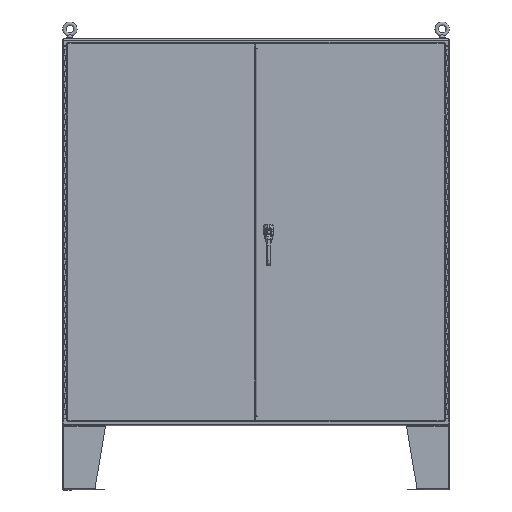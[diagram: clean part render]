
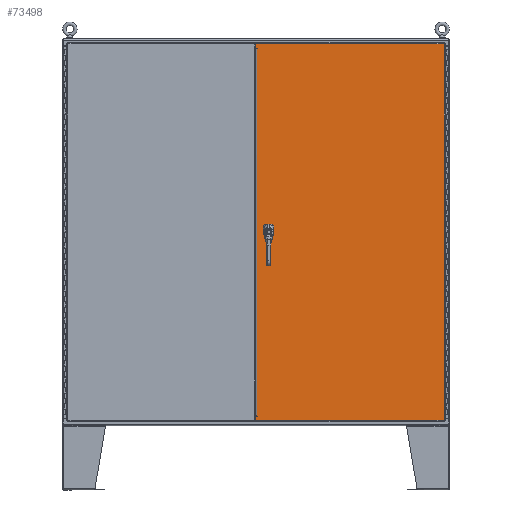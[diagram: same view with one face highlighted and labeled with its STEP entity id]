
A CAD part, top view. The second image highlights one B-rep face of the part: STEP entity #73498.
In plain terms, the highlighted face is planar.
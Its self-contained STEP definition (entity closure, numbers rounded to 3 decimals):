
#8995=FACE_BOUND('',#17162,.T.);
#8996=FACE_BOUND('',#17163,.T.);
#8997=FACE_BOUND('',#17164,.T.);
#8998=FACE_BOUND('',#17165,.T.);
#12386=PLANE('',#77978);
#13914=FACE_OUTER_BOUND('',#17161,.T.);
#17161=EDGE_LOOP('',(#58099,#58100,#58101,#58102,#58103,#58104,#58105,#58106,
#58107,#58108,#58109,#58110,#58111,#58112));
#17162=EDGE_LOOP('',(#58113,#58114,#58115,#58116,#58117,#58118,#58119,#58120));
#17163=EDGE_LOOP('',(#58121));
#17164=EDGE_LOOP('',(#58122));
#17165=EDGE_LOOP('',(#58123));
#20739=LINE('',#106254,#26359);
#20743=LINE('',#106266,#26363);
#20747=LINE('',#106278,#26367);
#20751=LINE('',#106288,#26371);
#20771=LINE('',#106434,#26391);
#20774=LINE('',#106442,#26394);
#20777=LINE('',#106449,#26397);
#20781=LINE('',#106456,#26401);
#20783=LINE('',#106460,#26403);
#20784=LINE('',#106462,#26404);
#20785=LINE('',#106464,#26405);
#20786=LINE('',#106466,#26406);
#20787=LINE('',#106468,#26407);
#20788=LINE('',#106470,#26408);
#20789=LINE('',#106472,#26409);
#20790=LINE('',#106474,#26410);
#20791=LINE('',#106476,#26411);
#20792=LINE('',#106477,#26412);
#26359=VECTOR('',#86034,0.394);
#26363=VECTOR('',#86046,0.394);
#26367=VECTOR('',#86058,0.394);
#26371=VECTOR('',#86070,0.394);
#26391=VECTOR('',#86122,0.394);
#26394=VECTOR('',#86133,0.394);
#26397=VECTOR('',#86138,0.394);
#26401=VECTOR('',#86144,0.394);
#26403=VECTOR('',#86148,0.394);
#26404=VECTOR('',#86149,0.394);
#26405=VECTOR('',#86150,0.394);
#26406=VECTOR('',#86151,0.394);
#26407=VECTOR('',#86152,0.394);
#26408=VECTOR('',#86153,0.394);
#26409=VECTOR('',#86154,0.394);
#26410=VECTOR('',#86155,0.394);
#26411=VECTOR('',#86156,0.394);
#26412=VECTOR('',#86157,0.394);
#31622=CIRCLE('',#77942,0.453);
#31624=CIRCLE('',#77946,0.453);
#31626=CIRCLE('',#77950,0.453);
#31628=CIRCLE('',#77954,0.453);
#31629=CIRCLE('',#77957,0.14);
#31631=CIRCLE('',#77960,0.14);
#31633=CIRCLE('',#77963,0.14);
#35662=VERTEX_POINT('',#106245);
#35663=VERTEX_POINT('',#106247);
#35665=VERTEX_POINT('',#106253);
#35667=VERTEX_POINT('',#106259);
#35669=VERTEX_POINT('',#106265);
#35671=VERTEX_POINT('',#106271);
#35673=VERTEX_POINT('',#106277);
#35675=VERTEX_POINT('',#106283);
#35676=VERTEX_POINT('',#106290);
#35678=VERTEX_POINT('',#106296);
#35680=VERTEX_POINT('',#106302);
#35689=VERTEX_POINT('',#106386);
#35697=VERTEX_POINT('',#106432);
#35698=VERTEX_POINT('',#106441);
#35700=VERTEX_POINT('',#106447);
#35701=VERTEX_POINT('',#106448);
#35704=VERTEX_POINT('',#106459);
#35705=VERTEX_POINT('',#106461);
#35706=VERTEX_POINT('',#106463);
#35707=VERTEX_POINT('',#106465);
#35708=VERTEX_POINT('',#106467);
#35709=VERTEX_POINT('',#106469);
#35710=VERTEX_POINT('',#106471);
#35711=VERTEX_POINT('',#106473);
#35712=VERTEX_POINT('',#106475);
#45727=EDGE_CURVE('',#35663,#35662,#31622,.T.);
#45730=EDGE_CURVE('',#35665,#35663,#20739,.T.);
#45733=EDGE_CURVE('',#35667,#35665,#31624,.T.);
#45736=EDGE_CURVE('',#35669,#35667,#20743,.T.);
#45739=EDGE_CURVE('',#35671,#35669,#31626,.T.);
#45742=EDGE_CURVE('',#35673,#35671,#20747,.T.);
#45745=EDGE_CURVE('',#35675,#35673,#31628,.T.);
#45748=EDGE_CURVE('',#35662,#35675,#20751,.T.);
#45749=EDGE_CURVE('',#35676,#35676,#31629,.T.);
#45752=EDGE_CURVE('',#35678,#35678,#31631,.T.);
#45755=EDGE_CURVE('',#35680,#35680,#31633,.T.);
#45780=EDGE_CURVE('',#35689,#35697,#20771,.T.);
#45783=EDGE_CURVE('',#35698,#35689,#20774,.T.);
#45786=EDGE_CURVE('',#35700,#35701,#20777,.T.);
#45790=EDGE_CURVE('',#35701,#35698,#20781,.T.);
#45792=EDGE_CURVE('',#35697,#35704,#20783,.T.);
#45793=EDGE_CURVE('',#35704,#35705,#20784,.T.);
#45794=EDGE_CURVE('',#35705,#35706,#20785,.T.);
#45795=EDGE_CURVE('',#35706,#35707,#20786,.T.);
#45796=EDGE_CURVE('',#35707,#35708,#20787,.T.);
#45797=EDGE_CURVE('',#35708,#35709,#20788,.T.);
#45798=EDGE_CURVE('',#35709,#35710,#20789,.T.);
#45799=EDGE_CURVE('',#35710,#35711,#20790,.T.);
#45800=EDGE_CURVE('',#35711,#35712,#20791,.T.);
#45801=EDGE_CURVE('',#35712,#35700,#20792,.T.);
#58099=ORIENTED_EDGE('',*,*,#45786,.T.);
#58100=ORIENTED_EDGE('',*,*,#45790,.T.);
#58101=ORIENTED_EDGE('',*,*,#45783,.T.);
#58102=ORIENTED_EDGE('',*,*,#45780,.T.);
#58103=ORIENTED_EDGE('',*,*,#45792,.T.);
#58104=ORIENTED_EDGE('',*,*,#45793,.T.);
#58105=ORIENTED_EDGE('',*,*,#45794,.T.);
#58106=ORIENTED_EDGE('',*,*,#45795,.T.);
#58107=ORIENTED_EDGE('',*,*,#45796,.T.);
#58108=ORIENTED_EDGE('',*,*,#45797,.T.);
#58109=ORIENTED_EDGE('',*,*,#45798,.T.);
#58110=ORIENTED_EDGE('',*,*,#45799,.T.);
#58111=ORIENTED_EDGE('',*,*,#45800,.T.);
#58112=ORIENTED_EDGE('',*,*,#45801,.T.);
#58113=ORIENTED_EDGE('',*,*,#45727,.T.);
#58114=ORIENTED_EDGE('',*,*,#45748,.T.);
#58115=ORIENTED_EDGE('',*,*,#45745,.T.);
#58116=ORIENTED_EDGE('',*,*,#45742,.T.);
#58117=ORIENTED_EDGE('',*,*,#45739,.T.);
#58118=ORIENTED_EDGE('',*,*,#45736,.T.);
#58119=ORIENTED_EDGE('',*,*,#45733,.T.);
#58120=ORIENTED_EDGE('',*,*,#45730,.T.);
#58121=ORIENTED_EDGE('',*,*,#45749,.T.);
#58122=ORIENTED_EDGE('',*,*,#45752,.T.);
#58123=ORIENTED_EDGE('',*,*,#45755,.T.);
#73498=ADVANCED_FACE('',(#13914,#8995,#8996,#8997,#8998),#12386,.F.);
#77942=AXIS2_PLACEMENT_3D('',#106248,#86028,#86029);
#77946=AXIS2_PLACEMENT_3D('',#106260,#86040,#86041);
#77950=AXIS2_PLACEMENT_3D('',#106272,#86052,#86053);
#77954=AXIS2_PLACEMENT_3D('',#106284,#86064,#86065);
#77957=AXIS2_PLACEMENT_3D('',#106291,#86073,#86074);
#77960=AXIS2_PLACEMENT_3D('',#106297,#86080,#86081);
#77963=AXIS2_PLACEMENT_3D('',#106303,#86087,#86088);
#77978=AXIS2_PLACEMENT_3D('',#106458,#86146,#86147);
#86028=DIRECTION('center_axis',(0.,0.,1.));
#86029=DIRECTION('ref_axis',(-0.469,-0.883,0.));
#86034=DIRECTION('',(0.,1.,0.));
#86040=DIRECTION('center_axis',(0.,0.,1.));
#86041=DIRECTION('ref_axis',(-0.883,0.469,0.));
#86046=DIRECTION('',(1.,0.,0.));
#86052=DIRECTION('center_axis',(0.,0.,1.));
#86053=DIRECTION('ref_axis',(0.469,0.883,0.));
#86058=DIRECTION('',(0.,-1.,0.));
#86064=DIRECTION('center_axis',(0.,0.,1.));
#86065=DIRECTION('ref_axis',(0.883,-0.469,0.));
#86070=DIRECTION('',(-1.,0.,0.));
#86073=DIRECTION('center_axis',(0.,0.,1.));
#86074=DIRECTION('ref_axis',(1.,0.,0.));
#86080=DIRECTION('center_axis',(0.,0.,1.));
#86081=DIRECTION('ref_axis',(1.,0.,0.));
#86087=DIRECTION('center_axis',(0.,0.,1.));
#86088=DIRECTION('ref_axis',(1.,0.,0.));
#86122=DIRECTION('',(0.,-1.,0.));
#86133=DIRECTION('',(1.,0.,0.));
#86138=DIRECTION('',(-1.,0.,0.));
#86144=DIRECTION('',(0.,-1.,0.));
#86146=DIRECTION('center_axis',(0.,0.,1.));
#86147=DIRECTION('ref_axis',(1.,0.,0.));
#86148=DIRECTION('',(-1.,0.,0.));
#86149=DIRECTION('',(0.,-1.,0.));
#86150=DIRECTION('',(1.,0.,0.));
#86151=DIRECTION('',(0.707,-0.707,0.));
#86152=DIRECTION('',(0.,-1.,0.));
#86153=DIRECTION('',(-1.,0.,0.));
#86154=DIRECTION('',(0.,1.,0.));
#86155=DIRECTION('',(1.,0.,0.));
#86156=DIRECTION('',(0.,-1.,0.));
#86157=DIRECTION('',(-0.707,-0.707,0.));
#106245=CARTESIAN_POINT('',(15.442,0.4,0.));
#106247=CARTESIAN_POINT('',(15.629,0.213,0.));
#106248=CARTESIAN_POINT('Origin',(15.229,0.,0.));
#106253=CARTESIAN_POINT('',(15.629,-0.213,0.));
#106254=CARTESIAN_POINT('',(15.629,0.106,0.));
#106259=CARTESIAN_POINT('',(15.442,-0.4,0.));
#106260=CARTESIAN_POINT('Origin',(15.229,0.,0.));
#106265=CARTESIAN_POINT('',(15.016,-0.4,0.));
#106266=CARTESIAN_POINT('',(7.721,-0.4,0.));
#106271=CARTESIAN_POINT('',(14.829,-0.213,0.));
#106272=CARTESIAN_POINT('Origin',(15.229,0.,0.));
#106277=CARTESIAN_POINT('',(14.829,0.213,0.));
#106278=CARTESIAN_POINT('',(14.829,-0.106,0.));
#106283=CARTESIAN_POINT('',(15.016,0.4,0.));
#106284=CARTESIAN_POINT('Origin',(15.229,0.,0.));
#106288=CARTESIAN_POINT('',(7.508,0.4,0.));
#106290=CARTESIAN_POINT('',(15.089,0.885,0.));
#106291=CARTESIAN_POINT('Origin',(15.229,0.885,0.));
#106296=CARTESIAN_POINT('',(15.089,-1.378,0.));
#106297=CARTESIAN_POINT('Origin',(15.229,-1.378,0.));
#106302=CARTESIAN_POINT('',(15.089,-0.886,0.));
#106303=CARTESIAN_POINT('Origin',(15.229,-0.886,0.));
#106386=CARTESIAN_POINT('',(17.406,34.312,0.));
#106432=CARTESIAN_POINT('',(17.406,-34.312,0.));
#106434=CARTESIAN_POINT('',(17.406,-17.156,0.));
#106441=CARTESIAN_POINT('',(17.406,34.312,0.));
#106442=CARTESIAN_POINT('',(8.703,34.312,0.));
#106447=CARTESIAN_POINT('',(17.406,34.313,0.));
#106448=CARTESIAN_POINT('',(17.406,34.313,0.));
#106449=CARTESIAN_POINT('',(8.703,34.313,0.));
#106456=CARTESIAN_POINT('',(17.406,17.156,0.));
#106458=CARTESIAN_POINT('Origin',(0.,0.,
0.));
#106459=CARTESIAN_POINT('',(17.406,-34.312,0.));
#106460=CARTESIAN_POINT('',(8.703,-34.312,0.));
#106461=CARTESIAN_POINT('',(17.406,-34.313,0.));
#106462=CARTESIAN_POINT('',(17.406,-17.156,0.));
#106463=CARTESIAN_POINT('',(17.406,-34.313,0.));
#106464=CARTESIAN_POINT('',(8.703,-34.313,0.));
#106465=CARTESIAN_POINT('',(17.656,-34.563,0.));
#106466=CARTESIAN_POINT('',(4.602,-21.508,0.));
#106467=CARTESIAN_POINT('',(17.656,-35.084,0.));
#106468=CARTESIAN_POINT('',(17.656,35.281,0.));
#106469=CARTESIAN_POINT('',(-17.459,-35.084,0.));
#106470=CARTESIAN_POINT('',(8.828,-35.084,0.));
#106471=CARTESIAN_POINT('',(-17.459,35.084,0.));
#106472=CARTESIAN_POINT('',(-17.459,-17.542,0.));
#106473=CARTESIAN_POINT('',(17.656,35.084,0.));
#106474=CARTESIAN_POINT('',(-8.828,35.084,0.));
#106475=CARTESIAN_POINT('',(17.656,34.563,0.));
#106476=CARTESIAN_POINT('',(17.656,35.281,0.));
#106477=CARTESIAN_POINT('',(4.477,21.383,0.));
